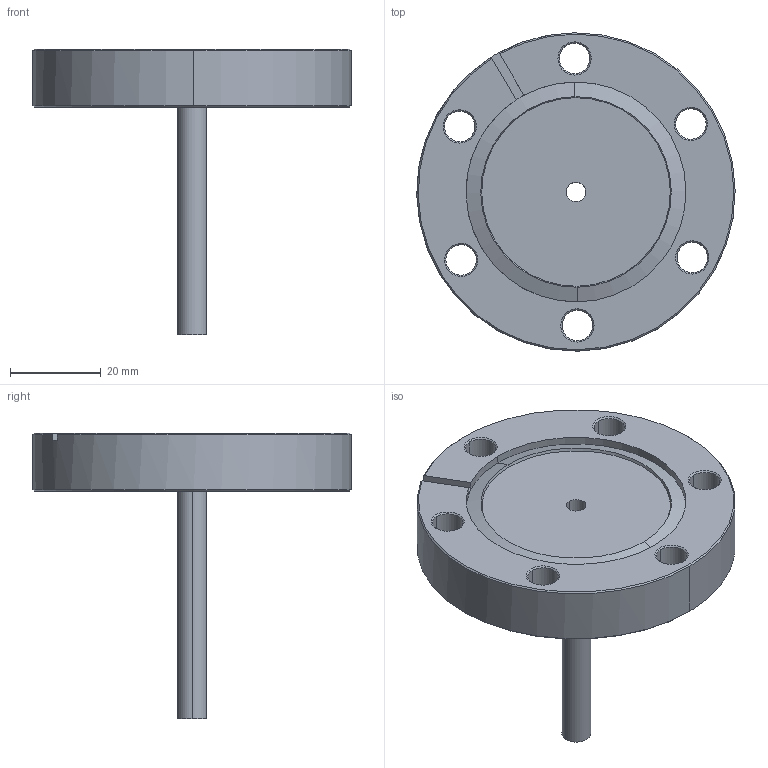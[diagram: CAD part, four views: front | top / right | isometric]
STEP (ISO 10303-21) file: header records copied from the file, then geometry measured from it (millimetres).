
FILE_DESCRIPTION (( 'STEP AP214' ), '1' );
FILE_NAME ('Hositrad_FO35-6-HalfNipple.STEP', '2017-05-08T09:27:35', ( 'Gebruiker' ), ( '' ), 'SwSTEP 2.0', 'SolidWorks 2017', '' );
FILE_SCHEMA (( 'AUTOMOTIVE_DESIGN' ));
Length unit declared in the file: millimetre
Products named in the file (3): Hositrad_FO35-6-HalfNipple; FO-tubes-all_FO35-6; NW35CF-Straight Hole_CF35-hole 6,35
Assembly tree (2 placements, depth 2):
  Hositrad_FO35-6-HalfNipple
    FO-tubes-all_FO35-6
    NW35CF-Straight Hole_CF35-hole 6,35
Bounding box: 70 x 70 x 62.7 mm (x, y, z)
Volume: 44599.4 mm3; surface area: 14067.7 mm2
Topology: 2 solids, 2 shells, 66 faces, 151 edges, 90 vertices
Faces by surface type: cone 33, cylinder 24, plane 9
Entity records: 2008 total; most frequent: DIRECTION 376, CARTESIAN_POINT 318, ORIENTED_EDGE 302, AXIS2_PLACEMENT_3D 156, EDGE_CURVE 151, VERTEX_POINT 90, CIRCLE 85, EDGE_LOOP 83
